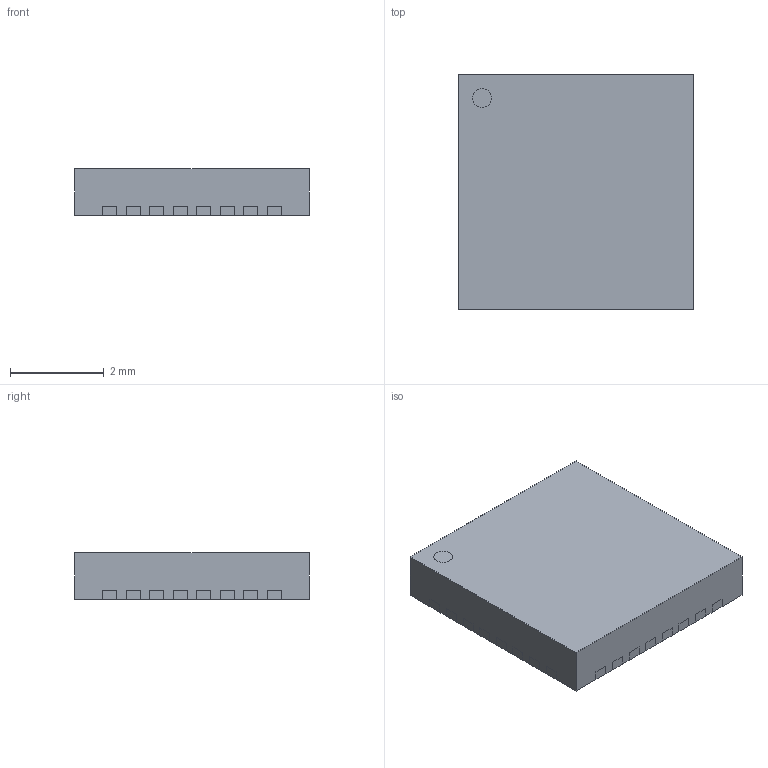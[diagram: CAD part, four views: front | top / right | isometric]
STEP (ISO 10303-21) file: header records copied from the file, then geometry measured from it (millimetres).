
FILE_DESCRIPTION(/* description */ (''),/* implementation_level */ '2;1');
FILE_NAME(/* name */ 'QFN50P500X500X100-33N-S365.stp',/* time_stamp */ '2017-03-03T14:12:39+01:00',/* author */ ('bcivel'),/* organization */ (''),/* preprocessor_version */ 'ST-DEVELOPER v16.1',/* originating_system */ 'AutoCAD Mechanical',/* authorisation */ '');
FILE_SCHEMA (('AUTOMOTIVE_DESIGN { 1 0 10303 214 3 1 1 }'));
Length unit declared in the file: millimetre
Products named in the file (1): Product
Bounding box: 5 x 5 x 1 mm (x, y, z)
Volume: 25 mm3; surface area: 118 mm2
Topology: 35 solids, 35 shells, 342 faces, 810 edges, 540 vertices
Faces by surface type: plane 276, cylinder 66
Full cylindrical faces by diameter (mm): 0.4 x2
Entity records: 9768 total; most frequent: CARTESIAN_POINT 1691, DIRECTION 1626, ORIENTED_EDGE 1616, EDGE_CURVE 808, LINE 676, VECTOR 676, VERTEX_POINT 540, AXIS2_PLACEMENT_3D 475
